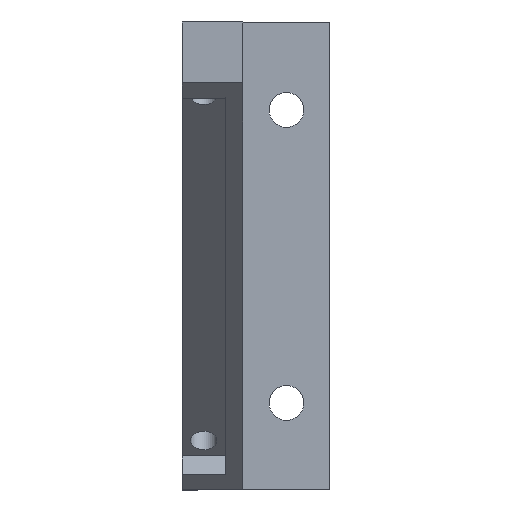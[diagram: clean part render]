
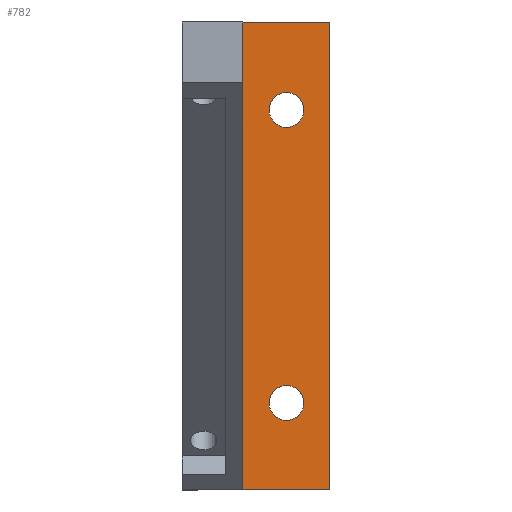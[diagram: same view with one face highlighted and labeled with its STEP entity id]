
A CAD part, top view. The second image highlights one B-rep face of the part: STEP entity #782.
In plain terms, the highlighted planar face has unit normal (0, 0, 1).
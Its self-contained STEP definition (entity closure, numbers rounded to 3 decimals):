
#44 = PLANE('',#45);
#45 = AXIS2_PLACEMENT_3D('',#46,#47,#48);
#46 = CARTESIAN_POINT('',(0.,32.661,24.471));
#47 = DIRECTION('',(-1.,0.,0.));
#48 = DIRECTION('',(0.,0.,-1.));
#273 = VERTEX_POINT('',#274);
#274 = CARTESIAN_POINT('',(0.,0.,5.));
#295 = EDGE_CURVE('',#296,#273,#298,.T.);
#296 = VERTEX_POINT('',#297);
#297 = CARTESIAN_POINT('',(0.,53.669,5.));
#298 = SURFACE_CURVE('',#299,(#303,#310),.PCURVE_S1.);
#299 = LINE('',#300,#301);
#300 = CARTESIAN_POINT('',(0.,53.669,5.));
#301 = VECTOR('',#302,1.);
#302 = DIRECTION('',(0.,-1.,0.));
#303 = PCURVE('',#44,#304);
#304 = DEFINITIONAL_REPRESENTATION('',(#305),#309);
#305 = LINE('',#306,#307);
#306 = CARTESIAN_POINT('',(19.471,-21.008));
#307 = VECTOR('',#308,1.);
#308 = DIRECTION('',(0.,1.));
#309 = ( GEOMETRIC_REPRESENTATION_CONTEXT(2) 
PARAMETRIC_REPRESENTATION_CONTEXT() REPRESENTATION_CONTEXT('2D SPACE',''
  ) );
#310 = PCURVE('',#311,#316);
#311 = PLANE('',#312);
#312 = AXIS2_PLACEMENT_3D('',#313,#314,#315);
#313 = CARTESIAN_POINT('',(0.,53.669,5.));
#314 = DIRECTION('',(0.,0.,1.));
#315 = DIRECTION('',(0.,1.,0.));
#316 = DEFINITIONAL_REPRESENTATION('',(#317),#321);
#317 = LINE('',#318,#319);
#318 = CARTESIAN_POINT('',(0.,0.));
#319 = VECTOR('',#320,1.);
#320 = DIRECTION('',(-1.,0.));
#321 = ( GEOMETRIC_REPRESENTATION_CONTEXT(2) 
PARAMETRIC_REPRESENTATION_CONTEXT() REPRESENTATION_CONTEXT('2D SPACE',''
  ) );
#418 = PLANE('',#419);
#419 = AXIS2_PLACEMENT_3D('',#420,#421,#422);
#420 = CARTESIAN_POINT('',(0.,0.,5.));
#421 = DIRECTION('',(0.,-1.,0.));
#422 = DIRECTION('',(0.,0.,1.));
#770 = PLANE('',#771);
#771 = AXIS2_PLACEMENT_3D('',#772,#773,#774);
#772 = CARTESIAN_POINT('',(0.,53.669,0.));
#773 = DIRECTION('',(0.,1.,0.));
#774 = DIRECTION('',(0.,0.,-1.));
#782 = ADVANCED_FACE('',(#783,#858,#893),#311,.T.);
#783 = FACE_BOUND('',#784,.F.);
#784 = EDGE_LOOP('',(#785,#808,#836,#857));
#785 = ORIENTED_EDGE('',*,*,#786,.T.);
#786 = EDGE_CURVE('',#296,#787,#789,.T.);
#787 = VERTEX_POINT('',#788);
#788 = CARTESIAN_POINT('',(10.,53.669,5.));
#789 = SURFACE_CURVE('',#790,(#794,#801),.PCURVE_S1.);
#790 = LINE('',#791,#792);
#791 = CARTESIAN_POINT('',(0.,53.669,5.));
#792 = VECTOR('',#793,1.);
#793 = DIRECTION('',(1.,0.,0.));
#794 = PCURVE('',#311,#795);
#795 = DEFINITIONAL_REPRESENTATION('',(#796),#800);
#796 = LINE('',#797,#798);
#797 = CARTESIAN_POINT('',(-0.,0.));
#798 = VECTOR('',#799,1.);
#799 = DIRECTION('',(0.,-1.));
#800 = ( GEOMETRIC_REPRESENTATION_CONTEXT(2) 
PARAMETRIC_REPRESENTATION_CONTEXT() REPRESENTATION_CONTEXT('2D SPACE',''
  ) );
#801 = PCURVE('',#770,#802);
#802 = DEFINITIONAL_REPRESENTATION('',(#803),#807);
#803 = LINE('',#804,#805);
#804 = CARTESIAN_POINT('',(-5.,0.));
#805 = VECTOR('',#806,1.);
#806 = DIRECTION('',(0.,-1.));
#807 = ( GEOMETRIC_REPRESENTATION_CONTEXT(2) 
PARAMETRIC_REPRESENTATION_CONTEXT() REPRESENTATION_CONTEXT('2D SPACE',''
  ) );
#808 = ORIENTED_EDGE('',*,*,#809,.T.);
#809 = EDGE_CURVE('',#787,#810,#812,.T.);
#810 = VERTEX_POINT('',#811);
#811 = CARTESIAN_POINT('',(10.,0.,5.));
#812 = SURFACE_CURVE('',#813,(#817,#824),.PCURVE_S1.);
#813 = LINE('',#814,#815);
#814 = CARTESIAN_POINT('',(10.,53.669,5.));
#815 = VECTOR('',#816,1.);
#816 = DIRECTION('',(0.,-1.,0.));
#817 = PCURVE('',#311,#818);
#818 = DEFINITIONAL_REPRESENTATION('',(#819),#823);
#819 = LINE('',#820,#821);
#820 = CARTESIAN_POINT('',(0.,-10.));
#821 = VECTOR('',#822,1.);
#822 = DIRECTION('',(-1.,0.));
#823 = ( GEOMETRIC_REPRESENTATION_CONTEXT(2) 
PARAMETRIC_REPRESENTATION_CONTEXT() REPRESENTATION_CONTEXT('2D SPACE',''
  ) );
#824 = PCURVE('',#825,#830);
#825 = PLANE('',#826);
#826 = AXIS2_PLACEMENT_3D('',#827,#828,#829);
#827 = CARTESIAN_POINT('',(10.,26.835,2.5));
#828 = DIRECTION('',(-1.,0.,0.));
#829 = DIRECTION('',(0.,-1.,0.));
#830 = DEFINITIONAL_REPRESENTATION('',(#831),#835);
#831 = LINE('',#832,#833);
#832 = CARTESIAN_POINT('',(-26.835,2.5));
#833 = VECTOR('',#834,1.);
#834 = DIRECTION('',(1.,0.));
#835 = ( GEOMETRIC_REPRESENTATION_CONTEXT(2) 
PARAMETRIC_REPRESENTATION_CONTEXT() REPRESENTATION_CONTEXT('2D SPACE',''
  ) );
#836 = ORIENTED_EDGE('',*,*,#837,.F.);
#837 = EDGE_CURVE('',#273,#810,#838,.T.);
#838 = SURFACE_CURVE('',#839,(#843,#850),.PCURVE_S1.);
#839 = LINE('',#840,#841);
#840 = CARTESIAN_POINT('',(0.,0.,5.));
#841 = VECTOR('',#842,1.);
#842 = DIRECTION('',(1.,0.,0.));
#843 = PCURVE('',#311,#844);
#844 = DEFINITIONAL_REPRESENTATION('',(#845),#849);
#845 = LINE('',#846,#847);
#846 = CARTESIAN_POINT('',(-53.669,0.));
#847 = VECTOR('',#848,1.);
#848 = DIRECTION('',(0.,-1.));
#849 = ( GEOMETRIC_REPRESENTATION_CONTEXT(2) 
PARAMETRIC_REPRESENTATION_CONTEXT() REPRESENTATION_CONTEXT('2D SPACE',''
  ) );
#850 = PCURVE('',#418,#851);
#851 = DEFINITIONAL_REPRESENTATION('',(#852),#856);
#852 = LINE('',#853,#854);
#853 = CARTESIAN_POINT('',(0.,-0.));
#854 = VECTOR('',#855,1.);
#855 = DIRECTION('',(0.,-1.));
#856 = ( GEOMETRIC_REPRESENTATION_CONTEXT(2) 
PARAMETRIC_REPRESENTATION_CONTEXT() REPRESENTATION_CONTEXT('2D SPACE',''
  ) );
#857 = ORIENTED_EDGE('',*,*,#295,.F.);
#858 = FACE_BOUND('',#859,.F.);
#859 = EDGE_LOOP('',(#860));
#860 = ORIENTED_EDGE('',*,*,#861,.F.);
#861 = EDGE_CURVE('',#862,#862,#864,.T.);
#862 = VERTEX_POINT('',#863);
#863 = CARTESIAN_POINT('',(5.,41.669,5.));
#864 = SURFACE_CURVE('',#865,(#870,#881),.PCURVE_S1.);
#865 = CIRCLE('',#866,2.);
#866 = AXIS2_PLACEMENT_3D('',#867,#868,#869);
#867 = CARTESIAN_POINT('',(5.,43.669,5.));
#868 = DIRECTION('',(0.,0.,-1.));
#869 = DIRECTION('',(0.,-1.,0.));
#870 = PCURVE('',#311,#871);
#871 = DEFINITIONAL_REPRESENTATION('',(#872),#880);
#872 = ( BOUNDED_CURVE() B_SPLINE_CURVE(2,(#873,#874,#875,#876,#877,#878
,#879),.UNSPECIFIED.,.T.,.F.) B_SPLINE_CURVE_WITH_KNOTS((1,2,2,2,2,1),(
    -2.094,0.,2.094,4.189,6.283,
8.378),.UNSPECIFIED.) CURVE() GEOMETRIC_REPRESENTATION_ITEM() 
RATIONAL_B_SPLINE_CURVE((1.,0.5,1.,0.5,1.,0.5,1.)) REPRESENTATION_ITEM(
  '') );
#873 = CARTESIAN_POINT('',(-12.,-5.));
#874 = CARTESIAN_POINT('',(-12.,-1.536));
#875 = CARTESIAN_POINT('',(-9.,-3.268));
#876 = CARTESIAN_POINT('',(-6.,-5.));
#877 = CARTESIAN_POINT('',(-9.,-6.732));
#878 = CARTESIAN_POINT('',(-12.,-8.464));
#879 = CARTESIAN_POINT('',(-12.,-5.));
#880 = ( GEOMETRIC_REPRESENTATION_CONTEXT(2) 
PARAMETRIC_REPRESENTATION_CONTEXT() REPRESENTATION_CONTEXT('2D SPACE',''
  ) );
#881 = PCURVE('',#882,#887);
#882 = CYLINDRICAL_SURFACE('',#883,2.);
#883 = AXIS2_PLACEMENT_3D('',#884,#885,#886);
#884 = CARTESIAN_POINT('',(5.,43.669,5.));
#885 = DIRECTION('',(0.,0.,1.));
#886 = DIRECTION('',(0.,-1.,0.));
#887 = DEFINITIONAL_REPRESENTATION('',(#888),#892);
#888 = LINE('',#889,#890);
#889 = CARTESIAN_POINT('',(-0.,0.));
#890 = VECTOR('',#891,1.);
#891 = DIRECTION('',(-1.,0.));
#892 = ( GEOMETRIC_REPRESENTATION_CONTEXT(2) 
PARAMETRIC_REPRESENTATION_CONTEXT() REPRESENTATION_CONTEXT('2D SPACE',''
  ) );
#893 = FACE_BOUND('',#894,.F.);
#894 = EDGE_LOOP('',(#895));
#895 = ORIENTED_EDGE('',*,*,#896,.F.);
#896 = EDGE_CURVE('',#897,#897,#899,.T.);
#897 = VERTEX_POINT('',#898);
#898 = CARTESIAN_POINT('',(5.,8.,5.));
#899 = SURFACE_CURVE('',#900,(#905,#916),.PCURVE_S1.);
#900 = CIRCLE('',#901,2.);
#901 = AXIS2_PLACEMENT_3D('',#902,#903,#904);
#902 = CARTESIAN_POINT('',(5.,10.,5.));
#903 = DIRECTION('',(0.,0.,-1.));
#904 = DIRECTION('',(0.,-1.,0.));
#905 = PCURVE('',#311,#906);
#906 = DEFINITIONAL_REPRESENTATION('',(#907),#915);
#907 = ( BOUNDED_CURVE() B_SPLINE_CURVE(2,(#908,#909,#910,#911,#912,#913
,#914),.UNSPECIFIED.,.T.,.F.) B_SPLINE_CURVE_WITH_KNOTS((1,2,2,2,2,1),(
    -2.094,0.,2.094,4.189,6.283,
8.378),.UNSPECIFIED.) CURVE() GEOMETRIC_REPRESENTATION_ITEM() 
RATIONAL_B_SPLINE_CURVE((1.,0.5,1.,0.5,1.,0.5,1.)) REPRESENTATION_ITEM(
  '') );
#908 = CARTESIAN_POINT('',(-45.669,-5.));
#909 = CARTESIAN_POINT('',(-45.669,-1.536));
#910 = CARTESIAN_POINT('',(-42.669,-3.268));
#911 = CARTESIAN_POINT('',(-39.669,-5.));
#912 = CARTESIAN_POINT('',(-42.669,-6.732));
#913 = CARTESIAN_POINT('',(-45.669,-8.464));
#914 = CARTESIAN_POINT('',(-45.669,-5.));
#915 = ( GEOMETRIC_REPRESENTATION_CONTEXT(2) 
PARAMETRIC_REPRESENTATION_CONTEXT() REPRESENTATION_CONTEXT('2D SPACE',''
  ) );
#916 = PCURVE('',#917,#922);
#917 = CYLINDRICAL_SURFACE('',#918,2.);
#918 = AXIS2_PLACEMENT_3D('',#919,#920,#921);
#919 = CARTESIAN_POINT('',(5.,10.,5.));
#920 = DIRECTION('',(0.,0.,1.));
#921 = DIRECTION('',(0.,-1.,0.));
#922 = DEFINITIONAL_REPRESENTATION('',(#923),#927);
#923 = LINE('',#924,#925);
#924 = CARTESIAN_POINT('',(-0.,0.));
#925 = VECTOR('',#926,1.);
#926 = DIRECTION('',(-1.,0.));
#927 = ( GEOMETRIC_REPRESENTATION_CONTEXT(2) 
PARAMETRIC_REPRESENTATION_CONTEXT() REPRESENTATION_CONTEXT('2D SPACE',''
  ) );
